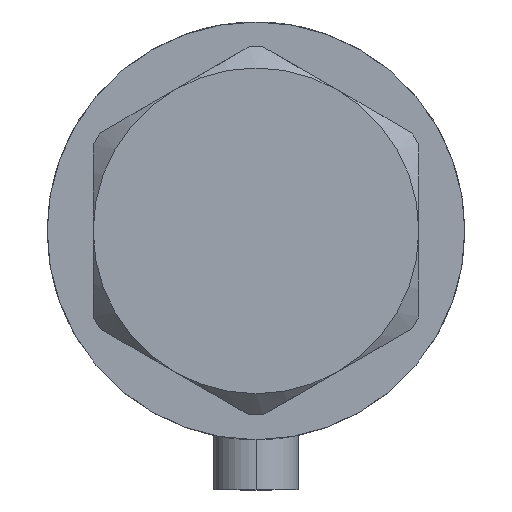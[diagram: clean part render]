
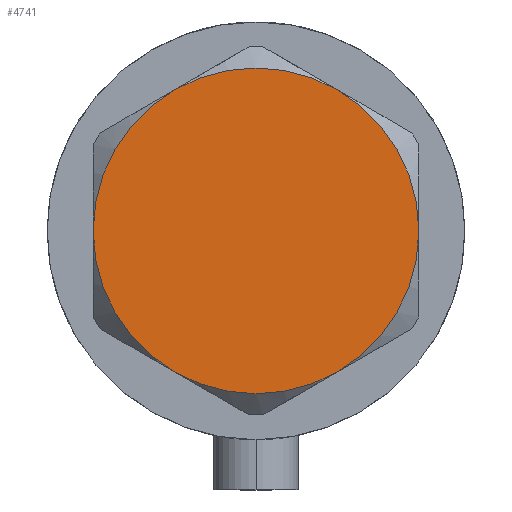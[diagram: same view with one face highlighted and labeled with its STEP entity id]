
A CAD part, left-side view. The second image highlights one B-rep face of the part: STEP entity #4741.
In plain terms, the highlighted face is planar.
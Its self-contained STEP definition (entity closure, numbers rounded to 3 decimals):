
#13 = DIRECTION ( 'NONE',  ( 1., 0., 0. ) ) ;
#123 = EDGE_CURVE ( 'NONE', #3154, #730, #3058, .T. ) ;
#245 = DIRECTION ( 'NONE',  ( 1., 0., 0. ) ) ;
#255 = CARTESIAN_POINT ( 'NONE',  ( 0., 0., 13. ) ) ;
#371 = DIRECTION ( 'NONE',  ( 0., 0., 1. ) ) ;
#432 = AXIS2_PLACEMENT_3D ( 'NONE', #3335, #3022, #13 ) ;
#472 = CARTESIAN_POINT ( 'NONE',  ( 0., 0., 13. ) ) ;
#616 = EDGE_CURVE ( 'NONE', #2877, #2349, #4075, .T. ) ;
#712 = EDGE_CURVE ( 'NONE', #730, #4576, #2220, .T. ) ;
#730 = VERTEX_POINT ( 'NONE', #3656 ) ;
#812 = AXIS2_PLACEMENT_3D ( 'NONE', #3265, #2182, #245 ) ;
#972 = ORIENTED_EDGE ( 'NONE', *, *, #2765, .T. ) ;
#1015 = PLANE ( 'NONE',  #1223 ) ;
#1169 = ORIENTED_EDGE ( 'NONE', *, *, #1855, .T. ) ;
#1175 = CARTESIAN_POINT ( 'NONE',  ( 0., 0., 13. ) ) ;
#1223 = AXIS2_PLACEMENT_3D ( 'NONE', #4387, #2502, #2140 ) ;
#1340 = ORIENTED_EDGE ( 'NONE', *, *, #123, .T. ) ;
#1357 = ORIENTED_EDGE ( 'NONE', *, *, #616, .T. ) ;
#1514 = CIRCLE ( 'NONE', #4376, 23. ) ;
#1599 = AXIS2_PLACEMENT_3D ( 'NONE', #472, #2984, #1870 ) ;
#1746 = CIRCLE ( 'NONE', #432, 23. ) ;
#1855 = EDGE_CURVE ( 'NONE', #2349, #3154, #3307, .T. ) ;
#1870 = DIRECTION ( 'NONE',  ( 1., 0., 0. ) ) ;
#1882 = CARTESIAN_POINT ( 'NONE',  ( 0., 0., 13. ) ) ;
#2010 = VERTEX_POINT ( 'NONE', #2083 ) ;
#2058 = AXIS2_PLACEMENT_3D ( 'NONE', #255, #3976, #3320 ) ;
#2083 = CARTESIAN_POINT ( 'NONE',  ( 11.5, 19.919, 13. ) ) ;
#2140 = DIRECTION ( 'NONE',  ( 1., 0., 0. ) ) ;
#2182 = DIRECTION ( 'NONE',  ( 0., 0., 1. ) ) ;
#2220 = CIRCLE ( 'NONE', #812, 23. ) ;
#2349 = VERTEX_POINT ( 'NONE', #3358 ) ;
#2391 = ORIENTED_EDGE ( 'NONE', *, *, #3587, .T. ) ;
#2502 = DIRECTION ( 'NONE',  ( 0., 0., 1. ) ) ;
#2557 = FACE_OUTER_BOUND ( 'NONE', #4077, .T. ) ;
#2765 = EDGE_CURVE ( 'NONE', #2010, #2877, #1514, .T. ) ;
#2877 = VERTEX_POINT ( 'NONE', #3515 ) ;
#2890 = ORIENTED_EDGE ( 'NONE', *, *, #712, .T. ) ;
#2984 = DIRECTION ( 'NONE',  ( 0., 0., 1. ) ) ;
#3022 = DIRECTION ( 'NONE',  ( 0., 0., 1. ) ) ;
#3058 = CIRCLE ( 'NONE', #3293, 23. ) ;
#3115 = DIRECTION ( 'NONE',  ( 0., 0., 1. ) ) ;
#3128 = CARTESIAN_POINT ( 'NONE',  ( 23., 0., 13. ) ) ;
#3154 = VERTEX_POINT ( 'NONE', #3668 ) ;
#3265 = CARTESIAN_POINT ( 'NONE',  ( 0., 0., 13. ) ) ;
#3293 = AXIS2_PLACEMENT_3D ( 'NONE', #1175, #3115, #4497 ) ;
#3307 = CIRCLE ( 'NONE', #1599, 23. ) ;
#3320 = DIRECTION ( 'NONE',  ( 1., 0., 0. ) ) ;
#3335 = CARTESIAN_POINT ( 'NONE',  ( 0., 0., 13. ) ) ;
#3358 = CARTESIAN_POINT ( 'NONE',  ( -23., 0., 13. ) ) ;
#3515 = CARTESIAN_POINT ( 'NONE',  ( -11.5, 19.919, 13. ) ) ;
#3587 = EDGE_CURVE ( 'NONE', #4576, #2010, #1746, .T. ) ;
#3656 = CARTESIAN_POINT ( 'NONE',  ( 11.5, -19.919, 13. ) ) ;
#3668 = CARTESIAN_POINT ( 'NONE',  ( -11.5, -19.919, 13. ) ) ;
#3746 = DIRECTION ( 'NONE',  ( 1., 0., 0. ) ) ;
#3976 = DIRECTION ( 'NONE',  ( 0., 0., 1. ) ) ;
#4075 = CIRCLE ( 'NONE', #2058, 23. ) ;
#4077 = EDGE_LOOP ( 'NONE', ( #2890, #2391, #972, #1357, #1169, #1340 ) ) ;
#4376 = AXIS2_PLACEMENT_3D ( 'NONE', #1882, #371, #3746 ) ;
#4387 = CARTESIAN_POINT ( 'NONE',  ( 0., 0., 13. ) ) ;
#4497 = DIRECTION ( 'NONE',  ( 1., 0., 0. ) ) ;
#4576 = VERTEX_POINT ( 'NONE', #3128 ) ;
#4741 = ADVANCED_FACE ( 'NONE', ( #2557 ), #1015, .T. ) ;
